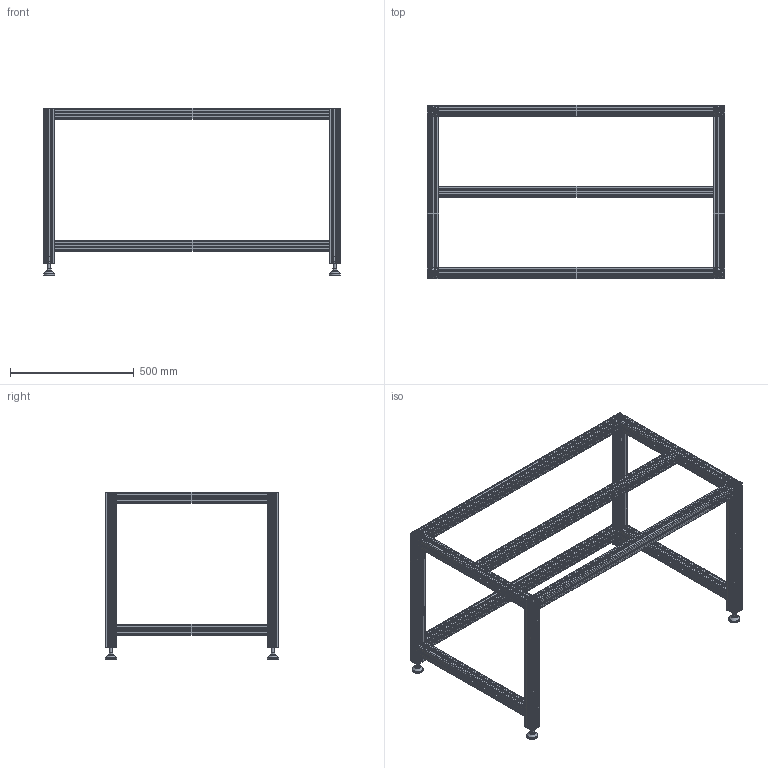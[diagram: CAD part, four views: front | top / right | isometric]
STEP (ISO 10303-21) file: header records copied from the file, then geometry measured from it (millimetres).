
FILE_DESCRIPTION(/* description */ ('1200x700x678mm'),/* implementation_level */ '2;1');
FILE_NAME(/* name */ '320111-2S.step',/* time_stamp */ '2021-09-06T10:26:55+02:00',/* author */ ('Tobi'),/* organization */ (''),/* preprocessor_version */ 'ST-DEVELOPER v18.1',/* originating_system */ 'Autodesk Inventor 2021',/* authorisation */ '');
FILE_SCHEMA (('AUTOMOTIVE_DESIGN { 1 0 10303 214 3 1 1 }'));
Length unit declared in the file: millimetre
Products named in the file (9): 701906-040-01.002-00; 20-1033-0FZ.001; leer; 21-2902-0FZ.000; leer_1; leer_2; leer_3; 20-1033-0FZ.001_1; 20-1033-0FZ.001_2
Assembly tree (20 placements, depth 3):
  701906-040-01.002-00
    20-1033-0FZ.001  x4
    leer  x4
      21-2902-0FZ.000
      leer_1
      leer_2
      leer_3
    20-1033-0FZ.001_1  x4
    20-1033-0FZ.001_2  x4
Bounding box: 1200 x 700 x 678 mm (x, y, z)
Volume: 7094296.5 mm3; surface area: 5065473.5 mm2
Topology: 28 solids, 28 shells, 1860 faces, 5348 edges, 3560 vertices
Faces by surface type: plane 984, cylinder 816, cone 40, torus 12, sphere 8
Full cylindrical faces by diameter (mm): 8.376 x4, 10 x4, 12 x4, 15 x8, 37 x8, 45 x4
Entity records: 16280 total; most frequent: CARTESIAN_POINT 2830, DIRECTION 2714, ORIENTED_EDGE 2668, EDGE_CURVE 1334, AXIS2_PLACEMENT_3D 914, VERTEX_POINT 890, LINE 886, VECTOR 886
